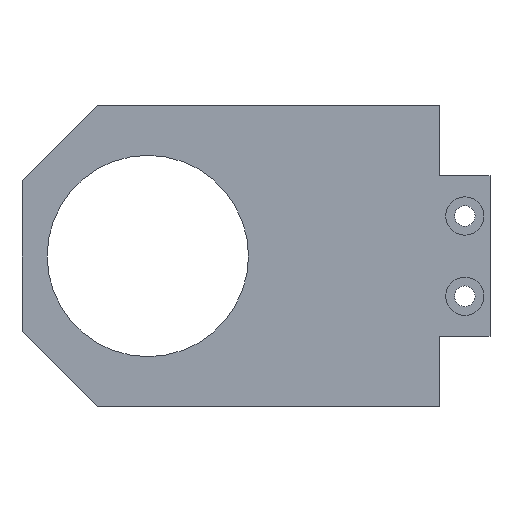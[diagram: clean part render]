
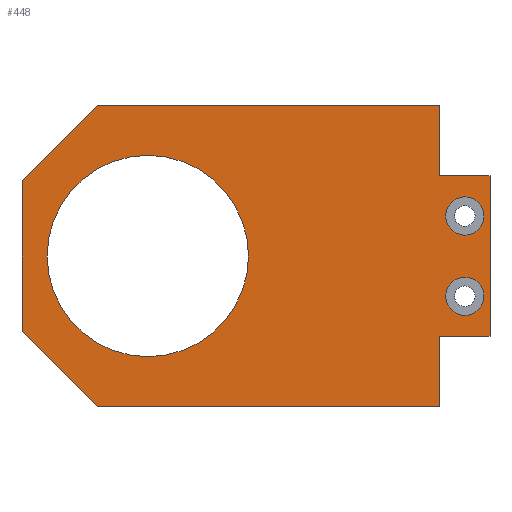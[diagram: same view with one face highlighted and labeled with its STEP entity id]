
A CAD part, left-side view. The second image highlights one B-rep face of the part: STEP entity #448.
In plain terms, the highlighted planar face has unit normal (-1, 0, 0).
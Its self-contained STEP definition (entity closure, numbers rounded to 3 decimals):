
#26=FACE_BOUND('',#87,.T.);
#27=FACE_BOUND('',#88,.T.);
#28=FACE_BOUND('',#89,.T.);
#37=CIRCLE('',#493,20.);
#38=CIRCLE('',#494,3.8);
#39=CIRCLE('',#495,3.8);
#56=FACE_OUTER_BOUND('',#86,.T.);
#86=EDGE_LOOP('',(#338,#339,#340,#341,#342,#343,#344,#345,#346,#347));
#87=EDGE_LOOP('',(#348));
#88=EDGE_LOOP('',(#349));
#89=EDGE_LOOP('',(#350));
#129=LINE('',#696,#173);
#135=LINE('',#708,#179);
#137=LINE('',#712,#181);
#139=LINE('',#716,#183);
#140=LINE('',#718,#184);
#141=LINE('',#719,#185);
#142=LINE('',#721,#186);
#143=LINE('',#723,#187);
#144=LINE('',#725,#188);
#145=LINE('',#726,#189);
#173=VECTOR('',#554,10.);
#179=VECTOR('',#564,10.);
#181=VECTOR('',#568,10.);
#183=VECTOR('',#572,10.);
#184=VECTOR('',#573,10.);
#185=VECTOR('',#574,10.);
#186=VECTOR('',#575,10.);
#187=VECTOR('',#576,10.);
#188=VECTOR('',#577,10.);
#189=VECTOR('',#578,10.);
#218=VERTEX_POINT('',#693);
#219=VERTEX_POINT('',#695);
#222=VERTEX_POINT('',#705);
#223=VERTEX_POINT('',#707);
#224=VERTEX_POINT('',#711);
#225=VERTEX_POINT('',#715);
#226=VERTEX_POINT('',#717);
#227=VERTEX_POINT('',#720);
#228=VERTEX_POINT('',#722);
#229=VERTEX_POINT('',#724);
#230=VERTEX_POINT('',#727);
#231=VERTEX_POINT('',#729);
#232=VERTEX_POINT('',#731);
#260=EDGE_CURVE('',#219,#218,#129,.T.);
#266=EDGE_CURVE('',#222,#223,#135,.F.);
#268=EDGE_CURVE('',#224,#223,#137,.F.);
#270=EDGE_CURVE('',#222,#225,#139,.T.);
#271=EDGE_CURVE('',#226,#225,#140,.F.);
#272=EDGE_CURVE('',#226,#219,#141,.T.);
#273=EDGE_CURVE('',#218,#227,#142,.F.);
#274=EDGE_CURVE('',#228,#227,#143,.F.);
#275=EDGE_CURVE('',#229,#228,#144,.F.);
#276=EDGE_CURVE('',#224,#229,#145,.F.);
#277=EDGE_CURVE('',#230,#230,#37,.T.);
#278=EDGE_CURVE('',#231,#231,#38,.F.);
#279=EDGE_CURVE('',#232,#232,#39,.F.);
#338=ORIENTED_EDGE('',*,*,#266,.F.);
#339=ORIENTED_EDGE('',*,*,#270,.T.);
#340=ORIENTED_EDGE('',*,*,#271,.F.);
#341=ORIENTED_EDGE('',*,*,#272,.T.);
#342=ORIENTED_EDGE('',*,*,#260,.T.);
#343=ORIENTED_EDGE('',*,*,#273,.T.);
#344=ORIENTED_EDGE('',*,*,#274,.F.);
#345=ORIENTED_EDGE('',*,*,#275,.F.);
#346=ORIENTED_EDGE('',*,*,#276,.F.);
#347=ORIENTED_EDGE('',*,*,#268,.T.);
#348=ORIENTED_EDGE('',*,*,#277,.T.);
#349=ORIENTED_EDGE('',*,*,#278,.T.);
#350=ORIENTED_EDGE('',*,*,#279,.T.);
#429=PLANE('',#492);
#448=ADVANCED_FACE('',(#56,#26,#27,#28),#429,.T.);
#492=AXIS2_PLACEMENT_3D('',#714,#570,#571);
#493=AXIS2_PLACEMENT_3D('',#728,#579,#580);
#494=AXIS2_PLACEMENT_3D('',#730,#581,#582);
#495=AXIS2_PLACEMENT_3D('',#732,#583,#584);
#554=DIRECTION('',(0.,0.,1.));
#564=DIRECTION('',(0.,-0.707,-0.707));
#568=DIRECTION('',(0.,0.,1.));
#570=DIRECTION('center_axis',(-1.,0.,0.));
#571=DIRECTION('ref_axis',(0.,0.,1.));
#572=DIRECTION('',(0.,-1.,0.));
#573=DIRECTION('',(0.,0.,1.));
#574=DIRECTION('',(0.,-1.,0.));
#575=DIRECTION('',(0.,-1.,0.));
#576=DIRECTION('',(0.,0.,1.));
#577=DIRECTION('',(0.,1.,0.));
#578=DIRECTION('',(0.,0.707,-0.707));
#579=DIRECTION('center_axis',(1.,0.,0.));
#580=DIRECTION('ref_axis',(0.,0.,1.));
#581=DIRECTION('center_axis',(-1.,0.,0.));
#582=DIRECTION('ref_axis',(0.,-1.,0.));
#583=DIRECTION('center_axis',(-1.,0.,0.));
#584=DIRECTION('ref_axis',(0.,-1.,0.));
#693=CARTESIAN_POINT('',(-73.,-68.,31.2));
#695=CARTESIAN_POINT('',(-73.,-68.,-0.7));
#696=CARTESIAN_POINT('',(-73.,-68.,4.275));
#705=CARTESIAN_POINT('',(-73.,10.,-14.75));
#707=CARTESIAN_POINT('',(-73.,25.,0.25));
#708=CARTESIAN_POINT('',(-73.,14.,-10.75));
#711=CARTESIAN_POINT('',(-73.,25.,30.25));
#712=CARTESIAN_POINT('',(-73.,25.,20.25));
#714=CARTESIAN_POINT('Origin',(-73.,-20.,15.25));
#715=CARTESIAN_POINT('',(-73.,-58.,-14.75));
#716=CARTESIAN_POINT('',(-73.,-7.5,-14.75));
#717=CARTESIAN_POINT('',(-73.,-58.,-0.7));
#718=CARTESIAN_POINT('',(-73.,-58.,0.25));
#719=CARTESIAN_POINT('',(-73.,-37.5,-0.7));
#720=CARTESIAN_POINT('',(-73.,-58.,31.2));
#721=CARTESIAN_POINT('',(-73.,-42.5,31.2));
#722=CARTESIAN_POINT('',(-73.,-58.,45.25));
#723=CARTESIAN_POINT('',(-73.,-58.,0.25));
#724=CARTESIAN_POINT('',(-73.,10.,45.25));
#725=CARTESIAN_POINT('',(-73.,-37.5,45.25));
#726=CARTESIAN_POINT('',(-73.,14.,41.25));
#727=CARTESIAN_POINT('',(-73.,0.,-4.75));
#728=CARTESIAN_POINT('Origin',(-73.,0.,15.25));
#729=CARTESIAN_POINT('',(-73.,-59.2,7.25));
#730=CARTESIAN_POINT('Origin',(-73.,-63.,7.25));
#731=CARTESIAN_POINT('',(-73.,-59.2,23.2));
#732=CARTESIAN_POINT('Origin',(-73.,-63.,23.2));
